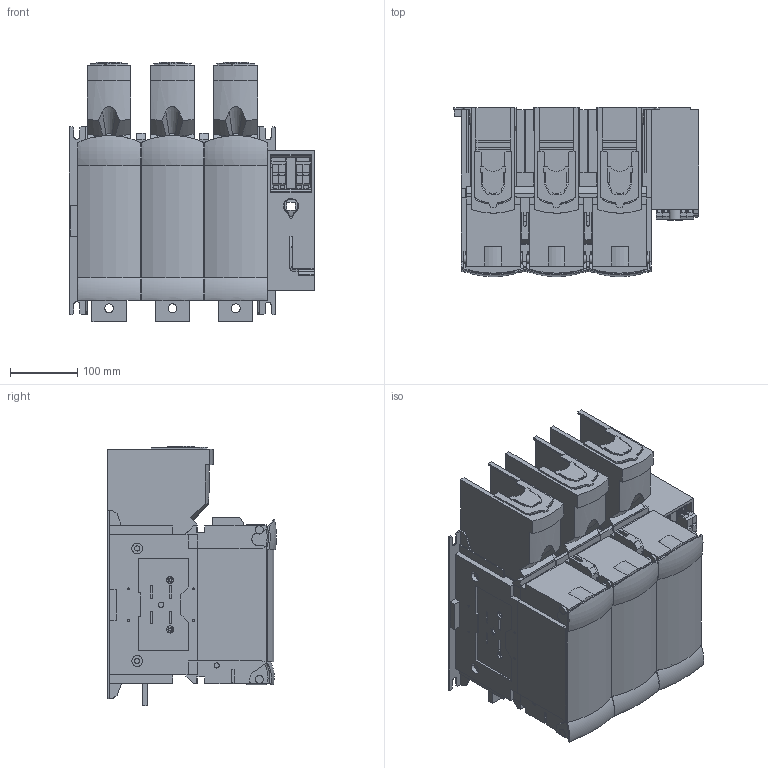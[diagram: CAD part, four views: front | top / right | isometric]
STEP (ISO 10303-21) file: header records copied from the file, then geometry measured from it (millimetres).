
FILE_DESCRIPTION (( 'STEP AP214' ), '1' );
FILE_NAME ('38503060.step', '2016-05-09T12:24:30', ( '' ), ( '' ), 'SwSTEP 2.0', 'SolidWorks 2015', '' );
FILE_SCHEMA (( 'AUTOMOTIVE_DESIGN' ));
Length unit declared in the file: inch
Products named in the file (1): 38503060
Bounding box: 364 x 250.84 x 385.3 mm (x, y, z)
Volume: 16314833.8 mm3; surface area: 1604751.1 mm2
Topology: 23 solids, 28 shells, 2454 faces, 7002 edges, 4586 vertices
Faces by surface type: plane 2012, cylinder 379, bspline 57, cone 6
Entity records: 96201 total; most frequent: CARTESIAN_POINT 32049, ORIENTED_EDGE 14000, DIRECTION 12168, EDGE_CURVE 7000, LINE 5926, VECTOR 5926, VERTEX_POINT 4586, AXIS2_PLACEMENT_3D 3121
